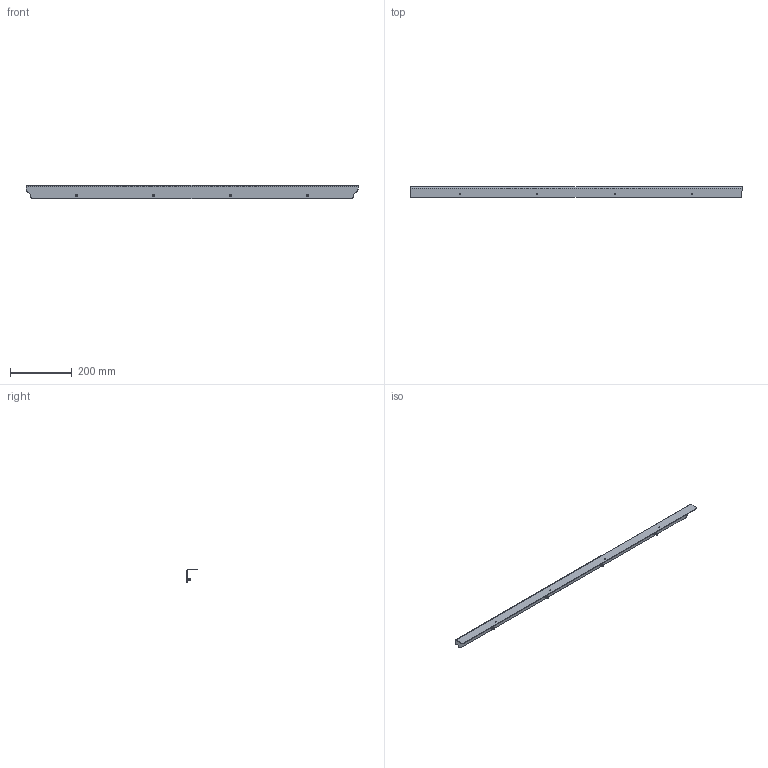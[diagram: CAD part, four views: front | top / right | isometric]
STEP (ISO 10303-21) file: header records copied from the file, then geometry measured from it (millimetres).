
FILE_DESCRIPTION (( 'STEP AP203' ), '1' );
FILE_NAME ('CV03-A52_REV_A.step', '2025-08-17T05:21:33', ( '' ), ( '' ), 'SwSTEP 2.0', 'SolidWorks 2024', '' );
FILE_SCHEMA (( 'CONFIG_CONTROL_DESIGN' ));
Length unit declared in the file: millimetre
Products named in the file (3): CV03-A52_REV_A; M5 Flush-Mount Rivet Nut_90764A150; CV03-C-15
Assembly tree (5 placements, depth 2):
  CV03-A52_REV_A
    CV03-C-15
    M5 Flush-Mount Rivet Nut_90764A150  x4
Bounding box: 1076 x 33 x 43.5 mm (x, y, z)
Volume: 156931 mm3; surface area: 163358.5 mm2
Topology: 5 solids, 5 shells, 210 faces, 532 edges, 332 vertices
Faces by surface type: cylinder 122, cone 56, plane 20, bspline 12
Entity records: 5221 total; most frequent: CARTESIAN_POINT 2918, ORIENTED_EDGE 416, DIRECTION 401, EDGE_CURVE 208, AXIS2_PLACEMENT_3D 159, VERTEX_POINT 131, EDGE_LOOP 99, VECTOR 83
